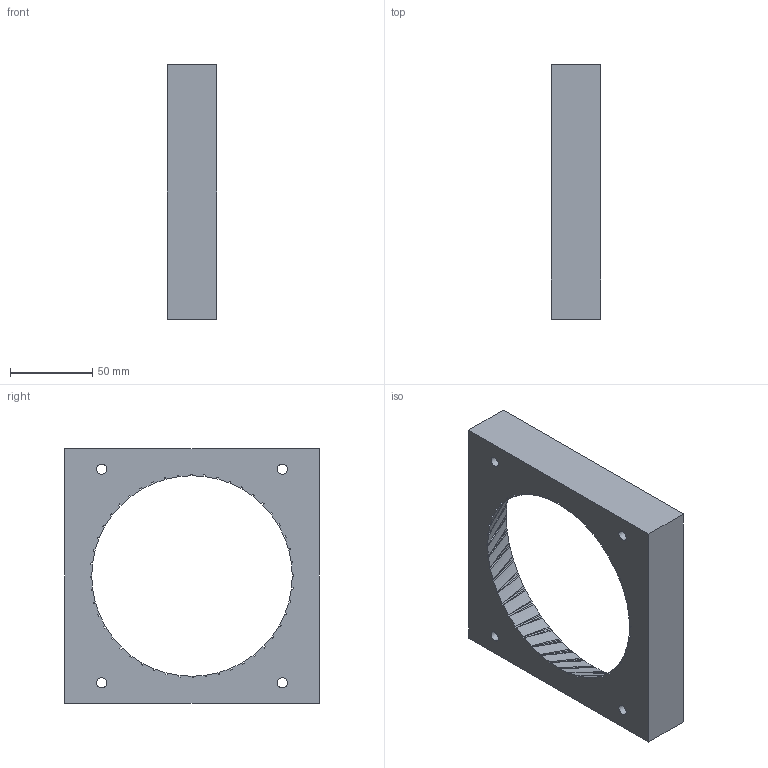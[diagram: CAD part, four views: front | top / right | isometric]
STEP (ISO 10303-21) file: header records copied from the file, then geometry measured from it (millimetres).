
FILE_DESCRIPTION(/* description */ (''),/* implementation_level */ '2;1');
FILE_NAME(/* name */ 'Guide ext.stp',/* time_stamp */ '2020-12-11T16:27:56+01:00',/* author */ (''),/* organization */ (''),/* preprocessor_version */ 'ST-DEVELOPER v18.1',/* originating_system */ 'Autodesk Translation Framework v9.7.1.1290',/* authorisation */ '');
FILE_SCHEMA (('AUTOMOTIVE_DESIGN { 1 0 10303 214 3 1 1 }'));
Length unit declared in the file: millimetre
Products named in the file (1): Guide - ext
Bounding box: 30 x 155 x 155 mm (x, y, z)
Volume: 278783.1 mm3; surface area: 54345.3 mm2
Topology: 1 solids, 1 shells, 202 faces, 600 edges, 400 vertices
Faces by surface type: bspline 153, cone 39, plane 6, cylinder 4
Full cylindrical faces by diameter (mm): 6.2 x4
Entity records: 8912 total; most frequent: CARTESIAN_POINT 4416, ORIENTED_EDGE 1200, EDGE_CURVE 600, DIRECTION 480, VERTEX_POINT 400, B_SPLINE_CURVE_WITH_KNOTS 306, EDGE_LOOP 212, LINE 208
